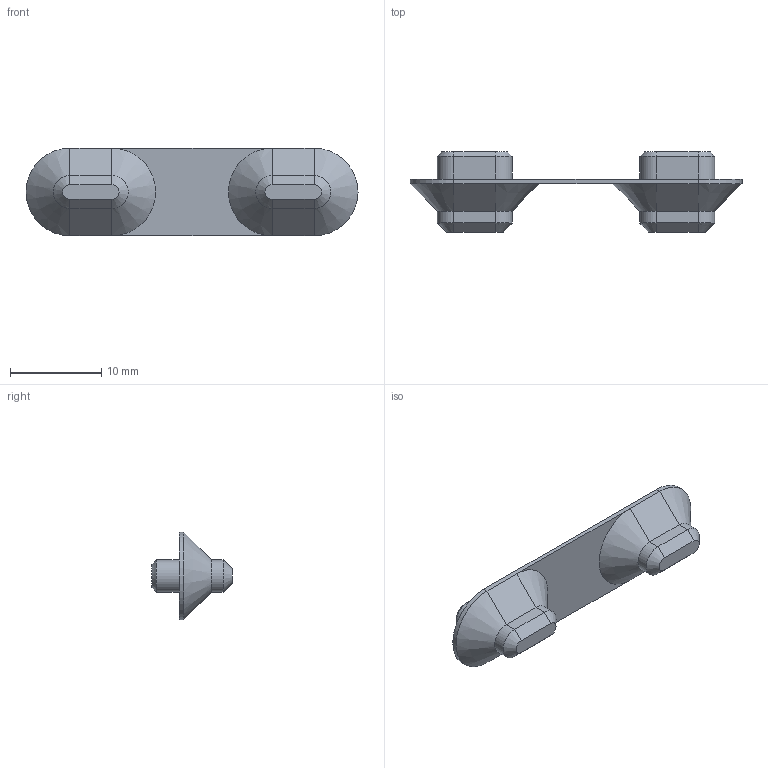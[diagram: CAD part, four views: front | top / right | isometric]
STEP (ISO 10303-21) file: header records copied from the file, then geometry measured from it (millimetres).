
FILE_DESCRIPTION (( 'STEP AP214' ), '1' );
FILE_NAME ('button_top.STEP', '2026-01-15T09:29:39', ( '' ), ( '' ), 'SwSTEP 2.0', 'SolidWorks 2024', '' );
FILE_SCHEMA (( 'AUTOMOTIVE_DESIGN' ));
Length unit declared in the file: millimetre
Products named in the file (1): button_top
Bounding box: 36.4 x 8.8 x 9.6 mm (x, y, z)
Volume: 826.5 mm3; surface area: 953.7 mm2
Topology: 1 solids, 1 shells, 50 faces, 106 edges, 60 vertices
Faces by surface type: plane 28, cone 12, cylinder 10
Entity records: 1327 total; most frequent: DIRECTION 238, CARTESIAN_POINT 217, ORIENTED_EDGE 212, EDGE_CURVE 106, AXIS2_PLACEMENT_3D 81, VECTOR 76, LINE 76, VERTEX_POINT 60
